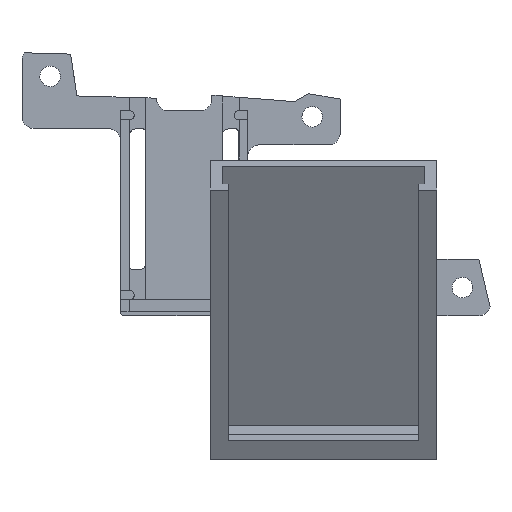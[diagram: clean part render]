
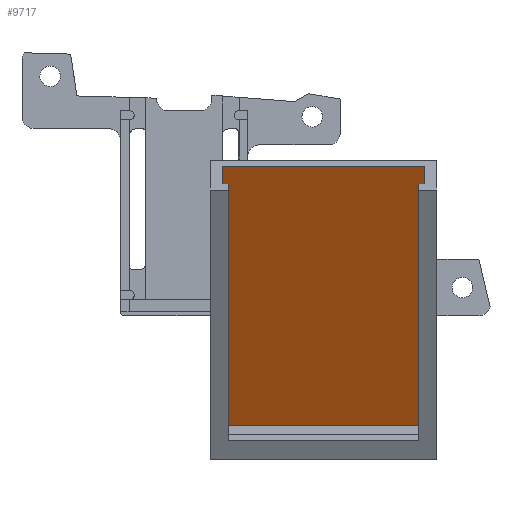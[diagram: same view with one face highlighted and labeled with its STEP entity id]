
A CAD part, top view. The second image highlights one B-rep face of the part: STEP entity #9717.
In plain terms, the highlighted planar face has unit normal (0, -0.5, 0.866).
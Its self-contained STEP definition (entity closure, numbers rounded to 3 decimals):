
#8315 = PLANE('',#8316);
#8316 = AXIS2_PLACEMENT_3D('',#8317,#8318,#8319);
#8317 = CARTESIAN_POINT('',(-4.75,9.853,23.085));
#8318 = DIRECTION('',(0.,0.866,0.5));
#8319 = DIRECTION('',(0.,-0.5,0.866));
#9200 = VERTEX_POINT('',#9201);
#9201 = CARTESIAN_POINT('',(-2.75,8.853,24.817));
#9215 = PLANE('',#9216);
#9216 = AXIS2_PLACEMENT_3D('',#9217,#9218,#9219);
#9217 = CARTESIAN_POINT('',(-2.75,-33.928,0.117));
#9218 = DIRECTION('',(1.,0.,0.));
#9219 = DIRECTION('',(0.,-0.5,0.866));
#9227 = EDGE_CURVE('',#9200,#9228,#9230,.T.);
#9228 = VERTEX_POINT('',#9229);
#9229 = CARTESIAN_POINT('',(30.75,8.853,24.817));
#9230 = SURFACE_CURVE('',#9231,(#9235,#9242),.PCURVE_S1.);
#9231 = LINE('',#9232,#9233);
#9232 = CARTESIAN_POINT('',(-2.75,8.853,24.817));
#9233 = VECTOR('',#9234,1.);
#9234 = DIRECTION('',(1.,0.,0.));
#9235 = PCURVE('',#8315,#9236);
#9236 = DEFINITIONAL_REPRESENTATION('',(#9237),#9241);
#9237 = LINE('',#9238,#9239);
#9238 = CARTESIAN_POINT('',(2.,2.));
#9239 = VECTOR('',#9240,1.);
#9240 = DIRECTION('',(0.,1.));
#9241 = ( GEOMETRIC_REPRESENTATION_CONTEXT(2) 
PARAMETRIC_REPRESENTATION_CONTEXT() REPRESENTATION_CONTEXT('2D SPACE',''
  ) );
#9242 = PCURVE('',#9243,#9248);
#9243 = PLANE('',#9244);
#9244 = AXIS2_PLACEMENT_3D('',#9245,#9246,#9247);
#9245 = CARTESIAN_POINT('',(-2.75,-33.928,0.117));
#9246 = DIRECTION('',(0.,-0.5,0.866));
#9247 = DIRECTION('',(1.,0.,0.));
#9248 = DEFINITIONAL_REPRESENTATION('',(#9249),#9253);
#9249 = LINE('',#9250,#9251);
#9250 = CARTESIAN_POINT('',(0.,49.4));
#9251 = VECTOR('',#9252,1.);
#9252 = DIRECTION('',(1.,0.));
#9253 = ( GEOMETRIC_REPRESENTATION_CONTEXT(2) 
PARAMETRIC_REPRESENTATION_CONTEXT() REPRESENTATION_CONTEXT('2D SPACE',''
  ) );
#9271 = PLANE('',#9272);
#9272 = AXIS2_PLACEMENT_3D('',#9273,#9274,#9275);
#9273 = CARTESIAN_POINT('',(30.75,-33.928,0.117));
#9274 = DIRECTION('',(1.,0.,0.));
#9275 = DIRECTION('',(0.,-0.5,0.866));
#9594 = PLANE('',#9595);
#9595 = AXIS2_PLACEMENT_3D('',#9596,#9597,#9598);
#9596 = CARTESIAN_POINT('',(-2.75,-33.928,0.117));
#9597 = DIRECTION('',(0.,0.866,0.5));
#9598 = DIRECTION('',(0.,-0.5,0.866));
#9673 = VERTEX_POINT('',#9674);
#9674 = CARTESIAN_POINT('',(30.75,-33.928,0.117));
#9695 = EDGE_CURVE('',#9673,#9228,#9696,.T.);
#9696 = SURFACE_CURVE('',#9697,(#9701,#9708),.PCURVE_S1.);
#9697 = LINE('',#9698,#9699);
#9698 = CARTESIAN_POINT('',(30.75,-33.928,0.117));
#9699 = VECTOR('',#9700,1.);
#9700 = DIRECTION('',(0.,0.866,0.5));
#9701 = PCURVE('',#9271,#9702);
#9702 = DEFINITIONAL_REPRESENTATION('',(#9703),#9707);
#9703 = LINE('',#9704,#9705);
#9704 = CARTESIAN_POINT('',(0.,0.));
#9705 = VECTOR('',#9706,1.);
#9706 = DIRECTION('',(0.,-1.));
#9707 = ( GEOMETRIC_REPRESENTATION_CONTEXT(2) 
PARAMETRIC_REPRESENTATION_CONTEXT() REPRESENTATION_CONTEXT('2D SPACE',''
  ) );
#9708 = PCURVE('',#9243,#9709);
#9709 = DEFINITIONAL_REPRESENTATION('',(#9710),#9714);
#9710 = LINE('',#9711,#9712);
#9711 = CARTESIAN_POINT('',(33.5,0.));
#9712 = VECTOR('',#9713,1.);
#9713 = DIRECTION('',(0.,1.));
#9714 = ( GEOMETRIC_REPRESENTATION_CONTEXT(2) 
PARAMETRIC_REPRESENTATION_CONTEXT() REPRESENTATION_CONTEXT('2D SPACE',''
  ) );
#9717 = ADVANCED_FACE('',(#9718),#9243,.T.);
#9718 = FACE_BOUND('',#9719,.T.);
#9719 = EDGE_LOOP('',(#9720,#9743,#9764,#9765));
#9720 = ORIENTED_EDGE('',*,*,#9721,.F.);
#9721 = EDGE_CURVE('',#9722,#9200,#9724,.T.);
#9722 = VERTEX_POINT('',#9723);
#9723 = CARTESIAN_POINT('',(-2.75,-33.928,0.117));
#9724 = SURFACE_CURVE('',#9725,(#9729,#9736),.PCURVE_S1.);
#9725 = LINE('',#9726,#9727);
#9726 = CARTESIAN_POINT('',(-2.75,-33.928,0.117));
#9727 = VECTOR('',#9728,1.);
#9728 = DIRECTION('',(0.,0.866,0.5));
#9729 = PCURVE('',#9243,#9730);
#9730 = DEFINITIONAL_REPRESENTATION('',(#9731),#9735);
#9731 = LINE('',#9732,#9733);
#9732 = CARTESIAN_POINT('',(0.,0.));
#9733 = VECTOR('',#9734,1.);
#9734 = DIRECTION('',(0.,1.));
#9735 = ( GEOMETRIC_REPRESENTATION_CONTEXT(2) 
PARAMETRIC_REPRESENTATION_CONTEXT() REPRESENTATION_CONTEXT('2D SPACE',''
  ) );
#9736 = PCURVE('',#9215,#9737);
#9737 = DEFINITIONAL_REPRESENTATION('',(#9738),#9742);
#9738 = LINE('',#9739,#9740);
#9739 = CARTESIAN_POINT('',(0.,0.));
#9740 = VECTOR('',#9741,1.);
#9741 = DIRECTION('',(0.,-1.));
#9742 = ( GEOMETRIC_REPRESENTATION_CONTEXT(2) 
PARAMETRIC_REPRESENTATION_CONTEXT() REPRESENTATION_CONTEXT('2D SPACE',''
  ) );
#9743 = ORIENTED_EDGE('',*,*,#9744,.T.);
#9744 = EDGE_CURVE('',#9722,#9673,#9745,.T.);
#9745 = SURFACE_CURVE('',#9746,(#9750,#9757),.PCURVE_S1.);
#9746 = LINE('',#9747,#9748);
#9747 = CARTESIAN_POINT('',(-2.75,-33.928,0.117));
#9748 = VECTOR('',#9749,1.);
#9749 = DIRECTION('',(1.,0.,0.));
#9750 = PCURVE('',#9243,#9751);
#9751 = DEFINITIONAL_REPRESENTATION('',(#9752),#9756);
#9752 = LINE('',#9753,#9754);
#9753 = CARTESIAN_POINT('',(0.,0.));
#9754 = VECTOR('',#9755,1.);
#9755 = DIRECTION('',(1.,0.));
#9756 = ( GEOMETRIC_REPRESENTATION_CONTEXT(2) 
PARAMETRIC_REPRESENTATION_CONTEXT() REPRESENTATION_CONTEXT('2D SPACE',''
  ) );
#9757 = PCURVE('',#9594,#9758);
#9758 = DEFINITIONAL_REPRESENTATION('',(#9759),#9763);
#9759 = LINE('',#9760,#9761);
#9760 = CARTESIAN_POINT('',(0.,0.));
#9761 = VECTOR('',#9762,1.);
#9762 = DIRECTION('',(0.,1.));
#9763 = ( GEOMETRIC_REPRESENTATION_CONTEXT(2) 
PARAMETRIC_REPRESENTATION_CONTEXT() REPRESENTATION_CONTEXT('2D SPACE',''
  ) );
#9764 = ORIENTED_EDGE('',*,*,#9695,.T.);
#9765 = ORIENTED_EDGE('',*,*,#9227,.F.);
